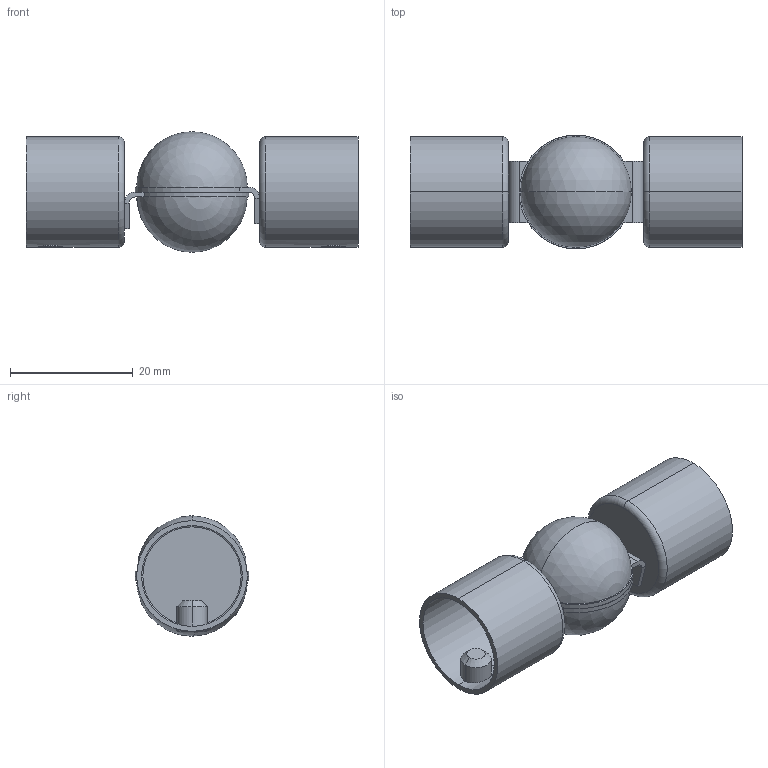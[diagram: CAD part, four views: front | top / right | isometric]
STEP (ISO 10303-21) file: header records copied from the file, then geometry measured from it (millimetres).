
FILE_DESCRIPTION (( 'STEP AP214' ), '1' );
FILE_NAME ('àðò. KRT353.STEP', '2014-07-18T19:52:15', ( '' ), ( '' ), 'SwSTEP 2.0', 'SolidWorks 2014', '' );
FILE_SCHEMA (( 'AUTOMOTIVE_DESIGN' ));
Length unit declared in the file: millimetre
Products named in the file (8): continous stud_am_AM -- M6 x 16  S; àðò. KRT353; àðò. KRT353.01; àðò. KRT353.003; M5_5; hex nut jam_am_B18.2.4.5M - Hex jam nut,  M6 x 1 --D-N; àðò. KRT353.001; àðò. KRT353.002
Assembly tree (11 placements, depth 3):
  àðò. KRT353
    àðò. KRT353.002  x2
    àðò. KRT353.001  x2
    àðò. KRT353.01  x2
      àðò. KRT353.003
      hex nut jam_am_B18.2.4.5M - Hex jam nut,  M6 x 1 --D-N
    continous stud_am_AM -- M6 x 16  S
    M5_5  x2
Bounding box: 54 x 18.49 x 19.6 mm (x, y, z)
Volume: 3824 mm3; surface area: 8920.4 mm2
Topology: 11 solids, 11 shells, 258 faces, 612 edges, 370 vertices
Faces by surface type: cone 104, plane 74, cylinder 64, torus 8, sphere 8
Entity records: 5659 total; most frequent: CARTESIAN_POINT 1108, DIRECTION 995, ORIENTED_EDGE 842, EDGE_CURVE 421, AXIS2_PLACEMENT_3D 411, VERTEX_POINT 258, CIRCLE 220, EDGE_LOOP 183
